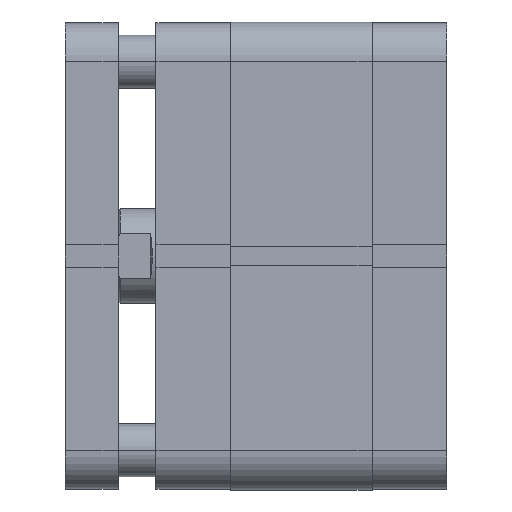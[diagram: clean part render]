
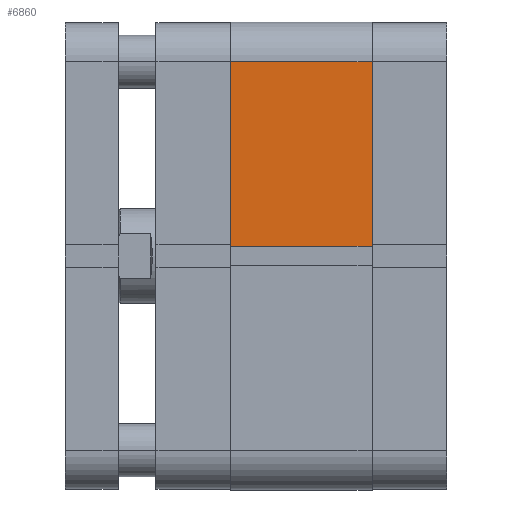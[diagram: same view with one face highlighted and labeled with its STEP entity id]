
A CAD part, front view. The second image highlights one B-rep face of the part: STEP entity #6860.
In plain terms, the highlighted face is planar.
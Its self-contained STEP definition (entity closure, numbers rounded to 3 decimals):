
#1063 = CARTESIAN_POINT ( 'NONE',  ( 62., 2.6, -37.5 ) ) ;
#1236 = VERTEX_POINT ( 'NONE', #1063 ) ;
#1283 = DIRECTION ( 'NONE',  ( 0., 1., 0. ) ) ;
#1284 = CARTESIAN_POINT ( 'NONE',  ( 62., 51.5, 0. ) ) ;
#1295 = DIRECTION ( 'NONE',  ( 0., 0., 1. ) ) ;
#1314 = DIRECTION ( 'NONE',  ( 0., 0., 1. ) ) ;
#1339 = CARTESIAN_POINT ( 'NONE',  ( 62., 2.6, -37.5 ) ) ;
#1374 = CARTESIAN_POINT ( 'NONE',  ( 62., 51.5, -37.5 ) ) ;
#1381 = DIRECTION ( 'NONE',  ( 0., 1., 0. ) ) ;
#1386 = CARTESIAN_POINT ( 'NONE',  ( 62., 51.5, -37.5 ) ) ;
#1958 = EDGE_LOOP ( 'NONE', ( #7291, #7286, #7267, #7265 ) ) ;
#2221 = LINE ( 'NONE', #1374, #2234 ) ;
#2226 = LINE ( 'NONE', #1386, #2227 ) ;
#2227 = VECTOR ( 'NONE', #1381, 1000. ) ;
#2234 = VECTOR ( 'NONE', #1314, 1000. ) ;
#2237 = LINE ( 'NONE', #1339, #2239 ) ;
#2239 = VECTOR ( 'NONE', #1295, 1000. ) ;
#2241 = LINE ( 'NONE', #1284, #2242 ) ;
#2242 = VECTOR ( 'NONE', #1283, 1000. ) ;
#3344 = EDGE_CURVE ( 'NONE', #1236, #4623, #2226, .T. ) ;
#3348 = EDGE_CURVE ( 'NONE', #4623, #4659, #2221, .T. ) ;
#3351 = EDGE_CURVE ( 'NONE', #1236, #4432, #2237, .T. ) ;
#3352 = EDGE_CURVE ( 'NONE', #4432, #4659, #2241, .T. ) ;
#4432 = VERTEX_POINT ( 'NONE', #5136 ) ;
#4623 = VERTEX_POINT ( 'NONE', #5132 ) ;
#4659 = VERTEX_POINT ( 'NONE', #5129 ) ;
#5129 = CARTESIAN_POINT ( 'NONE',  ( 62., 51.5, 0. ) ) ;
#5132 = CARTESIAN_POINT ( 'NONE',  ( 62., 51.5, -37.5 ) ) ;
#5136 = CARTESIAN_POINT ( 'NONE',  ( 62., 2.6, 0. ) ) ;
#5417 = PLANE ( 'NONE',  #6394 ) ;
#5420 = CARTESIAN_POINT ( 'NONE',  ( 62., 51.5, -37.5 ) ) ;
#5426 = DIRECTION ( 'NONE',  ( 1., 0., 0. ) ) ;
#5427 = DIRECTION ( 'NONE',  ( 0., 1., 0. ) ) ;
#6078 = FACE_OUTER_BOUND ( 'NONE', #1958, .T. ) ;
#6394 = AXIS2_PLACEMENT_3D ( 'NONE', #5420, #5426, #5427 ) ;
#6860 = ADVANCED_FACE ( 'NONE', ( #6078 ), #5417, .T. ) ;
#7265 = ORIENTED_EDGE ( 'NONE', *, *, #3348, .T. ) ;
#7267 = ORIENTED_EDGE ( 'NONE', *, *, #3344, .T. ) ;
#7286 = ORIENTED_EDGE ( 'NONE', *, *, #3351, .F. ) ;
#7291 = ORIENTED_EDGE ( 'NONE', *, *, #3352, .F. ) ;
